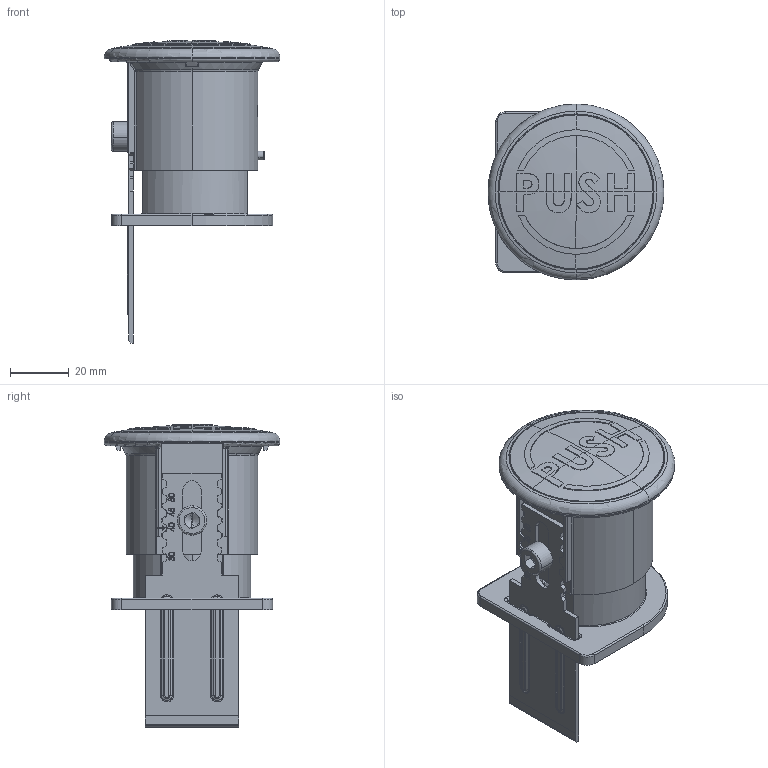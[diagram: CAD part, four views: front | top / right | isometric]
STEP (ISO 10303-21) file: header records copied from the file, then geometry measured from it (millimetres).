
FILE_DESCRIPTION(('STEP AP214'),'1');
FILE_NAME('fath_0957409.stp','2017-04-24T02:20:20',('TraceParts'),('TraceParts S.A.'),'Spatial InterOp 3D',' ',' ');
FILE_SCHEMA(('automotive_design'));
Length unit declared in the file: millimetre
Products named in the file (10): fath_0957409_1; fath_0957409_2; fath_0957409_3; fath_0957409_4; fath_0957409_5; fath_0957409_6; fath_0957409_7; fath_0957409_8; fath_0957409_9; fath_0957409_10
Bounding box: 60 x 60 x 103.42 mm (x, y, z)
Volume: 50457.7 mm3; surface area: 47924.2 mm2
Topology: 10 solids, 10 shells, 1579 faces, 3945 edges, 2408 vertices
Faces by surface type: plane 436, cylinder 415, torus 332, bspline 290, cone 57, sphere 49
Entity records: 84385 total; most frequent: CARTESIAN_POINT 35979, ORIENTED_EDGE 7844, DIRECTION 6968, EDGE_CURVE 3922, AXIS2_PLACEMENT_3D 2732, VERTEX_POINT 2408, EDGE_LOOP 1648, STYLED_ITEM 1589
